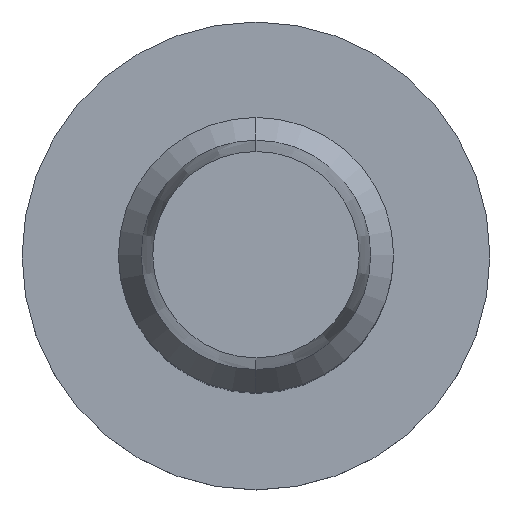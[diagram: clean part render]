
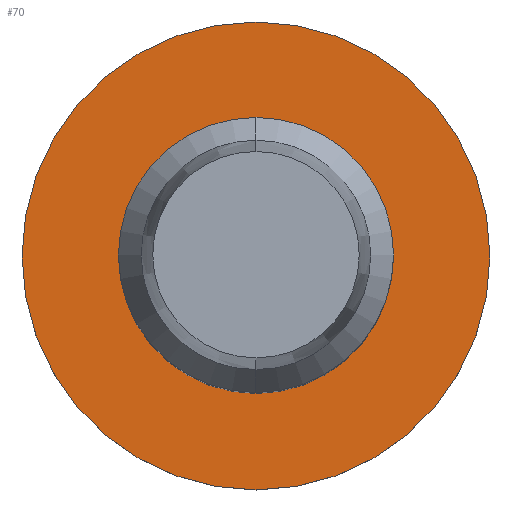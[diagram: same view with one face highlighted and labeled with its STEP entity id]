
A CAD part, top view. The second image highlights one B-rep face of the part: STEP entity #70.
In plain terms, the highlighted planar face has unit normal (0, 0, 1).
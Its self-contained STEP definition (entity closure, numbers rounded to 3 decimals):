
#70=ADVANCED_FACE('',(#139,#140),#141,.T.);
#139=FACE_OUTER_BOUND('',#205,.T.);
#140=FACE_BOUND('',#206,.T.);
#141=PLANE('',#207);
#205=EDGE_LOOP('',(#328,#329));
#206=EDGE_LOOP('',(#330,#331));
#207=AXIS2_PLACEMENT_3D('',#332,#333,#334);
#328=ORIENTED_EDGE('',*,*,#422,.F.);
#329=ORIENTED_EDGE('',*,*,#423,.T.);
#330=ORIENTED_EDGE('',*,*,#416,.F.);
#331=ORIENTED_EDGE('',*,*,#420,.T.);
#332=CARTESIAN_POINT('',(0.,0.0,-1.5));
#333=DIRECTION('',(0.0,0.0,1.0));
#334=DIRECTION('',(1.0,-0.0,0.0));
#416=EDGE_CURVE('',#492,#493,#494,.T.);
#420=EDGE_CURVE('',#492,#493,#498,.T.);
#422=EDGE_CURVE('',#500,#501,#502,.T.);
#423=EDGE_CURVE('',#500,#501,#503,.T.);
#492=VERTEX_POINT('',#580);
#493=VERTEX_POINT('',#581);
#494=CIRCLE('',#582,2.5);
#498=CIRCLE('',#588,2.5);
#500=VERTEX_POINT('',#590);
#501=VERTEX_POINT('',#591);
#502=CIRCLE('',#592,5.1);
#503=CIRCLE('',#593,5.1);
#580=CARTESIAN_POINT('',(0.,2.5,-1.5));
#581=CARTESIAN_POINT('',(0.,-2.5,-1.5));
#582=AXIS2_PLACEMENT_3D('',#670,#671,#672);
#588=AXIS2_PLACEMENT_3D('',#675,#676,#677);
#590=CARTESIAN_POINT('',(0.,5.1,-1.5));
#591=CARTESIAN_POINT('',(0.,-5.1,-1.5));
#592=AXIS2_PLACEMENT_3D('',#678,#679,#680);
#593=AXIS2_PLACEMENT_3D('',#681,#682,#683);
#670=CARTESIAN_POINT('',(0.,0.0,-1.5));
#671=DIRECTION('',(0.0,-0.0,1.0));
#672=DIRECTION('',(0.0,1.0,0.0));
#675=CARTESIAN_POINT('',(0.,0.0,-1.5));
#676=DIRECTION('',(0.0,0.0,-1.0));
#677=DIRECTION('',(0.0,1.0,0.0));
#678=CARTESIAN_POINT('',(0.,0.0,-1.5));
#679=DIRECTION('',(0.0,0.0,-1.0));
#680=DIRECTION('',(0.0,1.0,0.0));
#681=CARTESIAN_POINT('',(0.,0.0,-1.5));
#682=DIRECTION('',(0.0,-0.0,1.0));
#683=DIRECTION('',(0.0,1.0,0.0));
